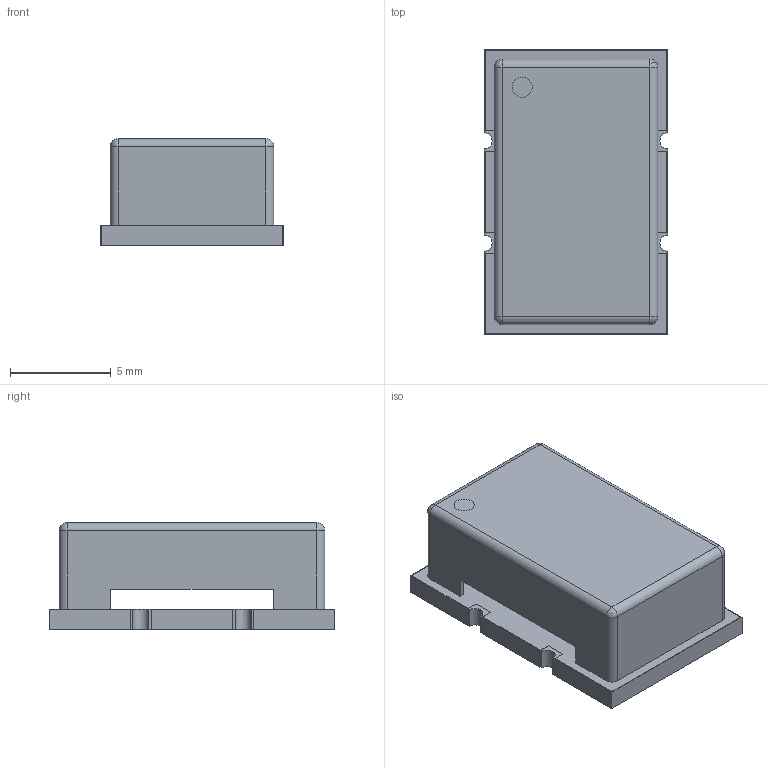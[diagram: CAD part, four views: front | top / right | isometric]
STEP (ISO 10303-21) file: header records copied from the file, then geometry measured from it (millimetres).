
FILE_DESCRIPTION((''),'2;1');
FILE_NAME('OSC_CRYSTEK_CVHD-950.stp','2012-10-09T16:55:51',(''),(''),'Mechanical Desktop 2011','Mechanical Desktop 2011',', , ');
FILE_SCHEMA(('AUTOMOTIVE_DESIGN { 1 2 10303 214 1 1 1 1 }'));
Length unit declared in the file: millimetre
Products named in the file (1): Product
Bounding box: 9.14 x 14.2 x 5.3 mm (x, y, z)
Volume: 179.4 mm3; surface area: 953.7 mm2
Topology: 11 solids, 11 shells, 140 faces, 342 edges, 223 vertices
Faces by surface type: bspline 62, plane 59, cylinder 14, sphere 5
Entity records: 4121 total; most frequent: CARTESIAN_POINT 918, ORIENTED_EDGE 680, DIRECTION 534, EDGE_CURVE 340, VECTOR 304, LINE 304, VERTEX_POINT 223, EDGE_LOOP 141
